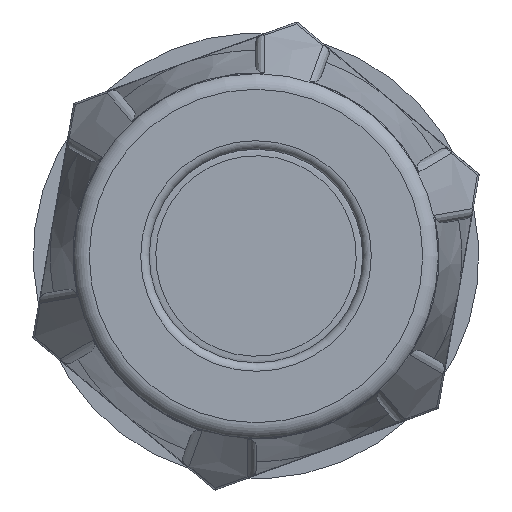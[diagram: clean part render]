
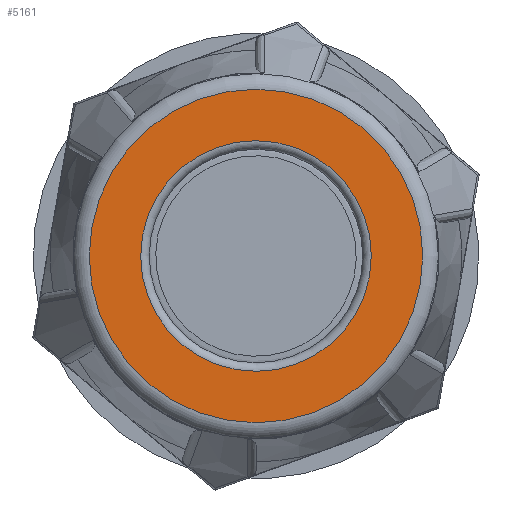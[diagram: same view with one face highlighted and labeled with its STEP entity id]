
A CAD part, left-side view. The second image highlights one B-rep face of the part: STEP entity #5161.
In plain terms, the highlighted planar face has unit normal (-1, 0, 0).
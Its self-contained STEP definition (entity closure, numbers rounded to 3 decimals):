
#281=FACE_BOUND('',#1638,.T.);
#1014=PLANE('',#5790);
#1303=FACE_OUTER_BOUND('',#1637,.T.);
#1637=EDGE_LOOP('',(#4828));
#1638=EDGE_LOOP('',(#4829));
#1944=CIRCLE('',#5789,6.725);
#1945=CIRCLE('',#5791,9.723);
#2617=VERTEX_POINT('',#13715);
#2618=VERTEX_POINT('',#13718);
#3358=EDGE_CURVE('',#2617,#2617,#1944,.T.);
#3359=EDGE_CURVE('',#2618,#2618,#1945,.T.);
#4828=ORIENTED_EDGE('',*,*,#3359,.F.);
#4829=ORIENTED_EDGE('',*,*,#3358,.T.);
#5161=ADVANCED_FACE('',(#1303,#281),#1014,.T.);
#5789=AXIS2_PLACEMENT_3D('',#13716,#7144,#7145);
#5790=AXIS2_PLACEMENT_3D('',#13717,#7146,#7147);
#5791=AXIS2_PLACEMENT_3D('',#13719,#7148,#7149);
#7144=DIRECTION('center_axis',(1.,0.,0.));
#7145=DIRECTION('ref_axis',(0.,0.,-1.));
#7146=DIRECTION('center_axis',(-1.,0.,0.));
#7147=DIRECTION('ref_axis',(0.,0.,1.));
#7148=DIRECTION('center_axis',(1.,0.,0.));
#7149=DIRECTION('ref_axis',(0.,0.,-1.));
#13715=CARTESIAN_POINT('',(-23.3,6.725,0.));
#13716=CARTESIAN_POINT('Origin',(-23.3,0.,0.));
#13717=CARTESIAN_POINT('Origin',(-23.3,9.723,0.));
#13718=CARTESIAN_POINT('',(-23.3,9.723,0.));
#13719=CARTESIAN_POINT('Origin',(-23.3,0.,0.));
